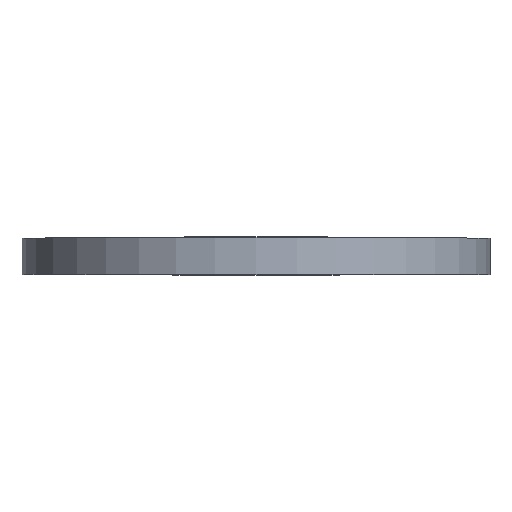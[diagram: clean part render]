
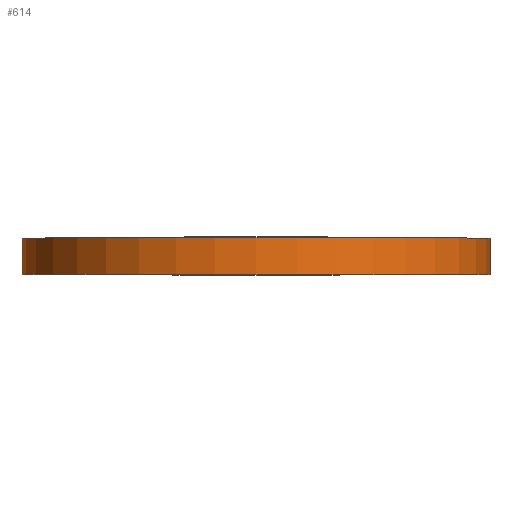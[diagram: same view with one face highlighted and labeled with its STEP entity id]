
A CAD part, top view. The second image highlights one B-rep face of the part: STEP entity #614.
In plain terms, the highlighted cylindrical face has radius 419.1 mm (diameter 838.2 mm), a full revolution.
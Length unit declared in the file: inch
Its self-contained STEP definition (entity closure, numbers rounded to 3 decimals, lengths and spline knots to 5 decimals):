
#91=FACE_OUTER_BOUND('',#120,.T.);
#120=EDGE_LOOP('',(#504,#505,#506,#507));
#198=LINE('',#1061,#224);
#224=VECTOR('',#896,16.5);
#274=CIRCLE('',#714,16.5);
#275=CIRCLE('',#715,16.5);
#326=VERTEX_POINT('',#1058);
#327=VERTEX_POINT('',#1060);
#402=EDGE_CURVE('',#326,#326,#274,.T.);
#403=EDGE_CURVE('',#326,#327,#198,.T.);
#404=EDGE_CURVE('',#327,#327,#275,.T.);
#504=ORIENTED_EDGE('',*,*,#402,.F.);
#505=ORIENTED_EDGE('',*,*,#403,.T.);
#506=ORIENTED_EDGE('',*,*,#404,.T.);
#507=ORIENTED_EDGE('',*,*,#403,.F.);
#588=CYLINDRICAL_SURFACE('',#713,16.5);
#614=ADVANCED_FACE('',(#91),#588,.T.);
#713=AXIS2_PLACEMENT_3D('',#1057,#892,#893);
#714=AXIS2_PLACEMENT_3D('',#1059,#894,#895);
#715=AXIS2_PLACEMENT_3D('',#1062,#897,#898);
#892=DIRECTION('center_axis',(0.,1.,0.));
#893=DIRECTION('ref_axis',(-1.,0.,0.));
#894=DIRECTION('center_axis',(0.,1.,0.));
#895=DIRECTION('ref_axis',(1.,0.,0.));
#896=DIRECTION('',(0.,-1.,0.));
#897=DIRECTION('center_axis',(0.,1.,0.));
#898=DIRECTION('ref_axis',(1.,0.,0.));
#1057=CARTESIAN_POINT('Origin',(0.,1.285,0.));
#1058=CARTESIAN_POINT('',(16.5,2.57,0.));
#1059=CARTESIAN_POINT('Origin',(0.,2.57,0.));
#1060=CARTESIAN_POINT('',(16.5,0.,0.));
#1061=CARTESIAN_POINT('',(16.5,1.285,0.));
#1062=CARTESIAN_POINT('Origin',(0.,0.,0.));
